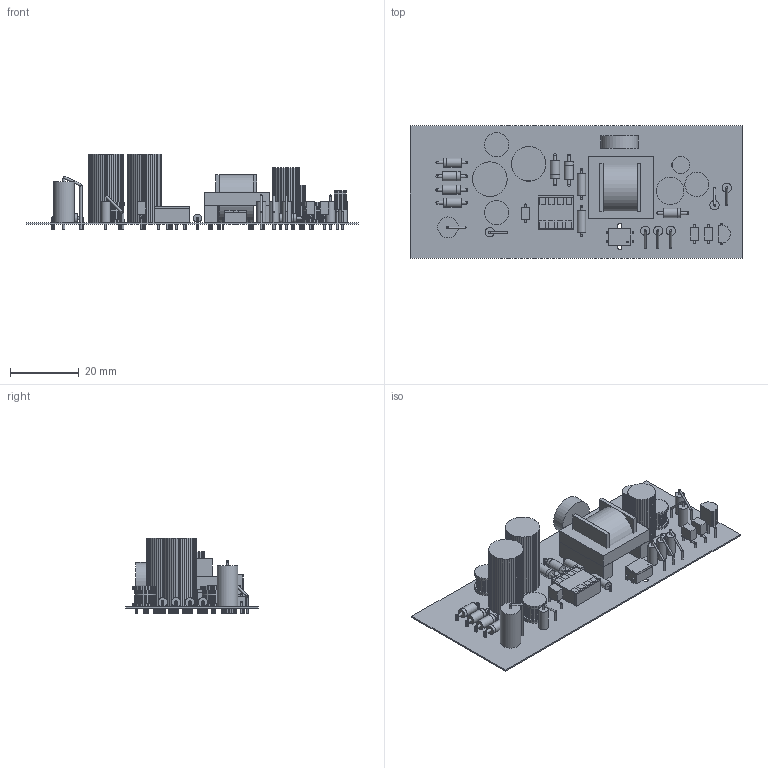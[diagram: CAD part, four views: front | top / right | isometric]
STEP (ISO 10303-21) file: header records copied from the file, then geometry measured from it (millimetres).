
FILE_DESCRIPTION(('Open CASCADE Model'),'2;1');
FILE_NAME('Open CASCADE Shape Model','2019-10-15T13:55:56',('Author'),( 'Open CASCADE'),'Open CASCADE STEP processor 6.8','Open CASCADE 6.8' ,'Unknown');
FILE_SCHEMA(('AUTOMOTIVE_DESIGN { 1 0 10303 214 1 1 1 1 }'));
Length unit declared in the file: millimetre
Products named in the file (174): PCB; Board; VR1; 1051153504; Extruded; 1137448320; Cylinder; 1137448448; 1137448576; 1137448704; U3; 1051152416; 1130453504; 1130453376; 1137448064; 1137448192; 1137447168; U2; 1051157040; 1051156496; 1051156632; 1051156768; 1051156904; U1; 1051157176; 1051157312; 1051157448; 1051157584; 1051157720; T1; 1051155680; 1051155136; 1137452032; 1051155408; 1051155544; RF1; 1137449856; 1137449984; 1137450240; 1137450496 ...
Assembly tree (289 placements, depth 4):
  PCB
    Board
    VR1
      1051153504  x2
        Extruded
      1137448320
        Cylinder
      1137448448
        Cylinder
      1137448576
        Cylinder
      1137448704
        Cylinder
    U3
      1051152416
        Extruded
      1130453504
        Cylinder
      1130453376
        Cylinder
      1137448064
        Cylinder
      1137448192
        Cylinder
      1137447168
        Cylinder
    U2
      1051157040
        Extruded
      1051156496
        Extruded
      1051156632
        Extruded
      1051156768  x4
        Extruded
      1051156904  x4
        Extruded
    U1
      1051157176  x8
        Extruded
      1051157312  x8
        Extruded
      1051157448
        Extruded
      1051157584
        Extruded
      1051157720
        Extruded
    T1
      1051155680  x10
        Extruded
      1051155136  x2
        Extruded
      1137452032
        Cylinder
      1051155408
        Extruded
      1051155544  x2
        Extruded
    RF1
Bounding box: 96.5 x 38.4 x 22 mm (x, y, z)
Volume: 12346.9 mm3; surface area: 18100.9 mm2
Topology: 188 solids, 188 shells, 2276 faces, 5700 edges, 3800 vertices
Faces by surface type: plane 2187, cylinder 89
Full cylindrical faces by diameter (mm): 0.5 x18, 0.55 x27, 0.65 x3, 0.86 x14, 2.4 x2, 2.7 x20, 6 x1, 11 x1, 14 x1
Entity records: 26669 total; most frequent: CARTESIAN_POINT 4160, DIRECTION 4059, ORIENTED_EDGE 3726, EDGE_CURVE 1863, LINE 1777, VECTOR 1777, VERTEX_POINT 1242, AXIS2_PLACEMENT_3D 1141
